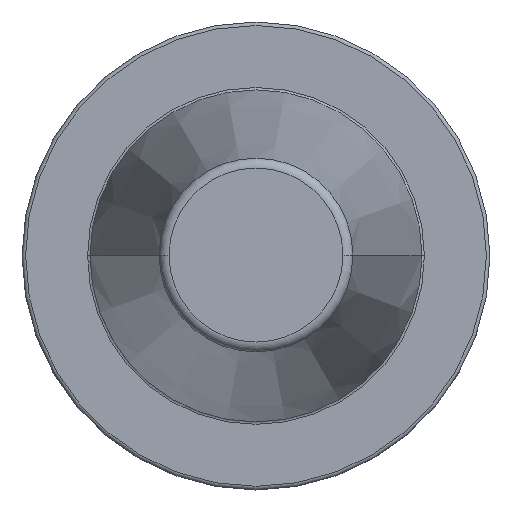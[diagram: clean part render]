
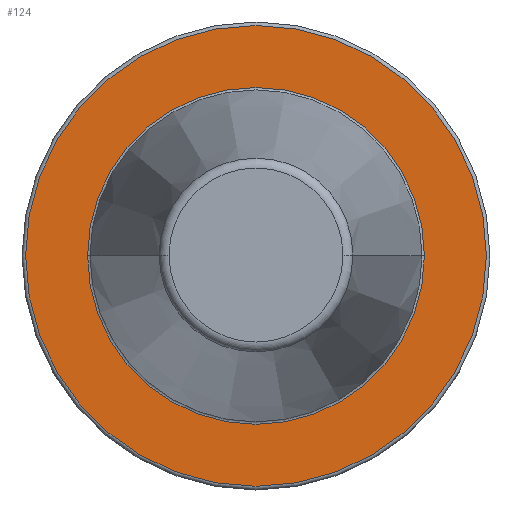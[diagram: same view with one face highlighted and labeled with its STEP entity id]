
A CAD part, top view. The second image highlights one B-rep face of the part: STEP entity #124.
In plain terms, the highlighted planar face has unit normal (0, 0, 1).
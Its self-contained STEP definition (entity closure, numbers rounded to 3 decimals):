
#38=PLANE('',#618);
#48=FACE_BOUND('',#206,.T.);
#49=FACE_BOUND('',#207,.T.);
#124=ADVANCED_FACE('',(#48,#49),#38,.F.);
#206=EDGE_LOOP('',(#305));
#207=EDGE_LOOP('',(#306,#307));
#305=ORIENTED_EDGE('',*,*,#459,.T.);
#306=ORIENTED_EDGE('',*,*,#404,.T.);
#307=ORIENTED_EDGE('',*,*,#406,.T.);
#361=VERTEX_POINT('',#852);
#364=VERTEX_POINT('',#857);
#400=VERTEX_POINT('',#970);
#404=EDGE_CURVE('',#361,#364,#473,.T.);
#406=EDGE_CURVE('',#364,#361,#475,.T.);
#459=EDGE_CURVE('',#400,#400,#511,.T.);
#473=CIRCLE('',#558,35.425);
#475=CIRCLE('',#561,35.425);
#511=CIRCLE('',#617,48.46);
#558=AXIS2_PLACEMENT_3D('',#858,#657,#658);
#561=AXIS2_PLACEMENT_3D('',#861,#663,#664);
#617=AXIS2_PLACEMENT_3D('',#969,#792,#793);
#618=AXIS2_PLACEMENT_3D('',#971,#794,#795);
#657=DIRECTION('',(0.,0.,-1.));
#658=DIRECTION('',(-1.,0.,0.));
#663=DIRECTION('',(0.,0.,-1.));
#664=DIRECTION('',(-1.,0.,0.));
#792=DIRECTION('',(0.,0.,1.));
#793=DIRECTION('',(-1.,0.,0.));
#794=DIRECTION('',(0.,0.,-1.));
#795=DIRECTION('',(1.,0.,0.));
#852=CARTESIAN_POINT('',(-35.425,0.,-3.2));
#857=CARTESIAN_POINT('',(35.425,0.,-3.2));
#858=CARTESIAN_POINT('',(0.,0.,-3.2));
#861=CARTESIAN_POINT('',(0.,0.,-3.2));
#969=CARTESIAN_POINT('',(0.,0.,-3.2));
#970=CARTESIAN_POINT('',(-48.46,0.,-3.2));
#971=CARTESIAN_POINT('',(0.,35.425,-3.2));
